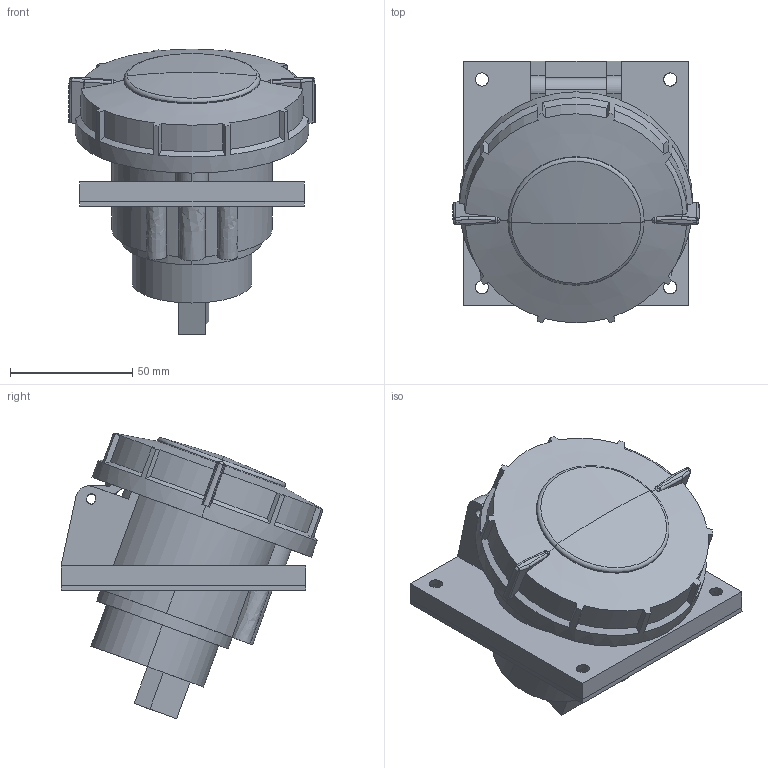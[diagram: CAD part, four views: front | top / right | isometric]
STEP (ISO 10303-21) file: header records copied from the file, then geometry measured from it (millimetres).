
FILE_DESCRIPTION (( 'STEP AP214' ), '1' );
FILE_NAME ('PSR41-032-3-0-67 Ðîçåòêà âñòð. óãë. ÑÑÈ-4232 32À-6÷ 220Â 2P+PE IP67 IEK.STEP', '2025-12-25T10:31:45', ( '' ), ( '' ), 'SwSTEP 2.0', 'SolidWorks 2022', '' );
FILE_SCHEMA (( 'AUTOMOTIVE_DESIGN' ));
Length unit declared in the file: millimetre
Products named in the file (1): PSR41-032-3-0-67 Розетка встр. угл. ССИ-4232 32А-6ч 220В 2P+PE IP67 IEK
Bounding box: 100.83 x 107.07 x 116.82 mm (x, y, z)
Volume: 325699.4 mm3; surface area: 96415.5 mm2
Topology: 2 solids, 3 shells, 484 faces, 1329 edges, 879 vertices
Faces by surface type: plane 242, cylinder 146, cone 48, bspline 30, sphere 15, torus 3
Entity records: 18661 total; most frequent: CARTESIAN_POINT 6576, ORIENTED_EDGE 2650, DIRECTION 2347, EDGE_CURVE 1325, VERTEX_POINT 879, AXIS2_PLACEMENT_3D 851, LINE 645, VECTOR 645
